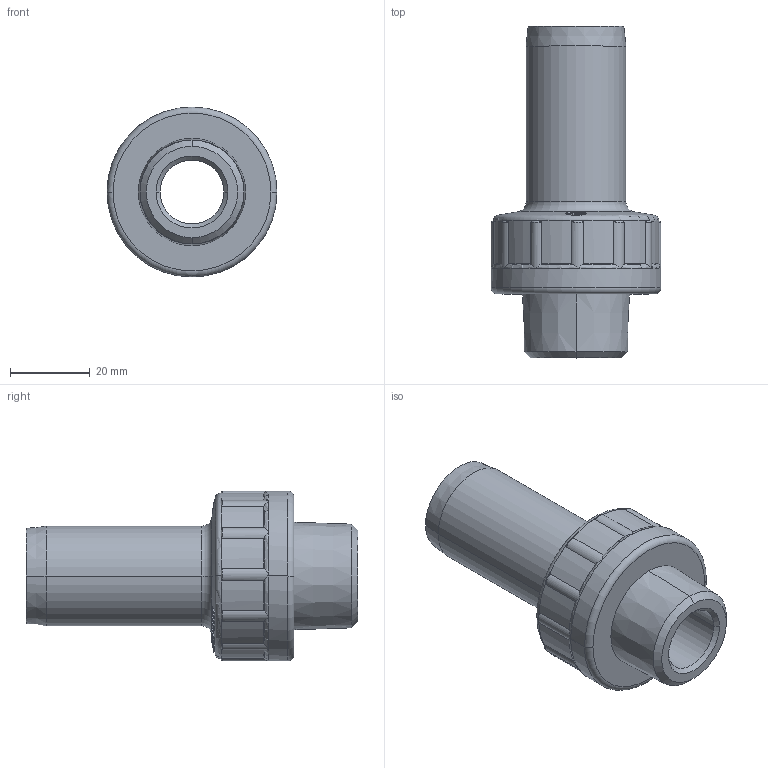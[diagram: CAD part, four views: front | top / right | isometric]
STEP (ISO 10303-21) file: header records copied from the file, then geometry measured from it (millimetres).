
FILE_DESCRIPTION((''),'2;1');
FILE_NAME('C050200002_AF0_75','2017-04-18T',('Stefano'),(''),'PRO/ENGINEER BY PARAMETRIC TECHNOLOGY CORPORATION, 2012130','PRO/ENGINEER BY PARAMETRIC TECHNOLOGY CORPORATION, 2012130','');
FILE_SCHEMA(('CONFIG_CONTROL_DESIGN'));
Length unit declared in the file: millimetre
Products named in the file (1): C050200002_AF0_75
Bounding box: 42.5 x 83 x 42.5 mm (x, y, z)
Volume: 37504.5 mm3; surface area: 14357.4 mm2
Topology: 1 solids, 1 shells, 1111 faces, 3167 edges, 2109 vertices
Faces by surface type: plane 970, cylinder 46, cone 35, torus 30, bspline 30
Entity records: 39019 total; most frequent: CARTESIAN_POINT 12082, ORIENTED_EDGE 6334, DIRECTION 4413, EDGE_CURVE 3167, VERTEX_POINT 2109, VECTOR 1897, LINE 1897, AXIS2_PLACEMENT_3D 1258
